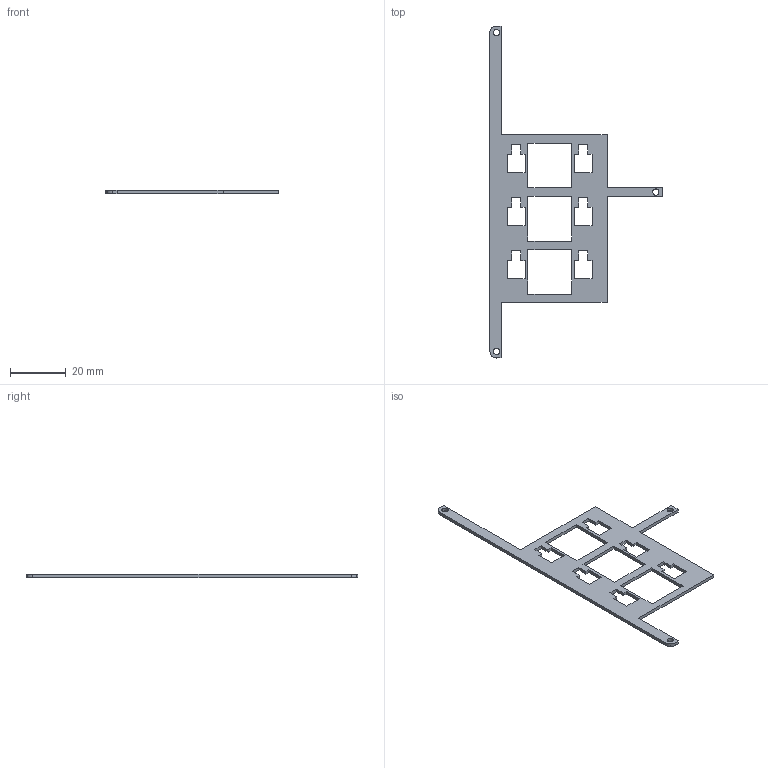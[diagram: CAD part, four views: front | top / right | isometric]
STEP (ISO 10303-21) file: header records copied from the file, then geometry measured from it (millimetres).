
FILE_DESCRIPTION(/* description */ (''),/* implementation_level */ '2;1');
FILE_NAME(/* name */ '5f793477fc5b04120f14ce37',/* time_stamp */ '2020-10-04T02:33:28+00:00',/* author */ (''),/* organization */ (''),/* preprocessor_version */ 'ST-DEVELOPER v16.7',/* originating_system */ $,/* authorisation */ $);
FILE_SCHEMA (('AUTOMOTIVE_DESIGN {1 0 10303 214 3 1 1}'));
Length unit declared in the file: metre
Products named in the file (1): Part 1
Bounding box: 61.75 x 119.06 x 1.2 mm (x, y, z)
Volume: 2083.8 mm3; surface area: 4395 mm2
Topology: 1 solids, 1 shells, 101 faces, 297 edges, 198 vertices
Faces by surface type: plane 74, bspline 27
Entity records: 3531 total; most frequent: CARTESIAN_POINT 948, ORIENTED_EDGE 594, DIRECTION 393, EDGE_CURVE 297, LINE 243, VECTOR 243, VERTEX_POINT 198, EDGE_LOOP 125
